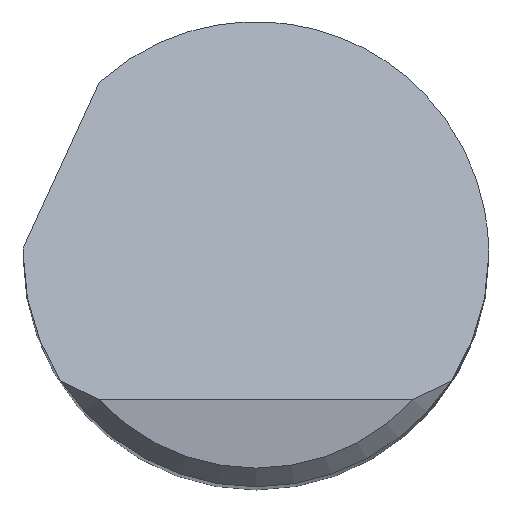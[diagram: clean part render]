
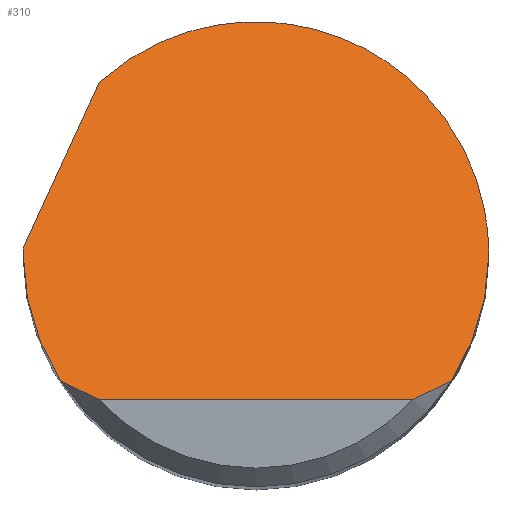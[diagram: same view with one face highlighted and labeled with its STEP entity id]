
A CAD part, top view. The second image highlights one B-rep face of the part: STEP entity #310.
In plain terms, the highlighted planar face has unit normal (0, 0.707, 0.707).
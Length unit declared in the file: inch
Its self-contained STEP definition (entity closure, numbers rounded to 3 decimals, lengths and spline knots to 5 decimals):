
#2 = CARTESIAN_POINT ( 'NONE',  ( 0.17704, -0.0718, 2.4543 ) ) ;
#7 = CARTESIAN_POINT ( 'NONE',  ( 0.157, -0.1025, 2.485 ) ) ;
#8 = ORIENTED_EDGE ( 'NONE', *, *, #722, .T. ) ;
#26 = VECTOR ( 'NONE', #311, 39.37008 ) ;
#34 =( BOUNDED_CURVE ( )  B_SPLINE_CURVE ( 3, ( #186, #798, #574, #806 ),
 .UNSPECIFIED., .F., .F. ) 
 B_SPLINE_CURVE_WITH_KNOTS ( ( 4, 4 ),
 ( 4.71239, 4.73906 ),
 .UNSPECIFIED. ) 
 CURVE ( )  GEOMETRIC_REPRESENTATION_ITEM ( )  RATIONAL_B_SPLINE_CURVE ( ( 1., 1., 1., 1. ) ) 
 REPRESENTATION_ITEM ( '' )  );
#45 = VERTEX_POINT ( 'NONE', #795 ) ;
#104 = CARTESIAN_POINT ( 'NONE',  ( 0.1875, 0., 2.3825 ) ) ;
#110 = VERTEX_POINT ( 'NONE', #716 ) ;
#112 = CARTESIAN_POINT ( 'NONE',  ( -0.12625, 0.13863, 2.24387 ) ) ;
#119 = CARTESIAN_POINT ( 'NONE',  ( -0.12629, -0.1175, 2.5 ) ) ;
#127 = LINE ( 'NONE', #759, #158 ) ;
#156 = EDGE_CURVE ( 'NONE', #250, #770, #127, .T. ) ;
#157 = DIRECTION ( 'NONE',  ( 0., 0.707, -0.707 ) ) ;
#158 = VECTOR ( 'NONE', #451, 39.37008 ) ;
#161 = CARTESIAN_POINT ( 'NONE',  ( -0.1875, -0.1175, 2.5 ) ) ;
#186 = CARTESIAN_POINT ( 'NONE',  ( -0.1875, 0., 2.3825 ) ) ;
#194 = CARTESIAN_POINT ( 'NONE',  ( 0., -0.1175, 2.5 ) ) ;
#214 = CARTESIAN_POINT ( 'NONE',  ( -0.1875, 0., 2.3825 ) ) ;
#227 = CARTESIAN_POINT ( 'NONE',  ( 0.157, -0.1025, 2.485 ) ) ;
#249 = EDGE_CURVE ( 'NONE', #430, #646, #598, .T. ) ;
#250 = VERTEX_POINT ( 'NONE', #337 ) ;
#264 = AXIS2_PLACEMENT_3D ( 'NONE', #161, #567, #157 ) ;
#266 = CARTESIAN_POINT ( 'NONE',  ( 0.12629, -0.1175, 2.5 ) ) ;
#283 = VERTEX_POINT ( 'NONE', #227 ) ;
#284 = CARTESIAN_POINT ( 'NONE',  ( -0.157, -0.1025, 2.485 ) ) ;
#287 = ORIENTED_EDGE ( 'NONE', *, *, #827, .F. ) ;
#296 = ORIENTED_EDGE ( 'NONE', *, *, #436, .F. ) ;
#310 = ADVANCED_FACE ( 'NONE', ( #847 ), #551, .F. ) ;
#311 = DIRECTION ( 'NONE',  ( 1., 0., 0. ) ) ;
#328 = ORIENTED_EDGE ( 'NONE', *, *, #674, .T. ) ;
#330 = CARTESIAN_POINT ( 'NONE',  ( 0.157, -0.1025, 2.485 ) ) ;
#337 = CARTESIAN_POINT ( 'NONE',  ( -0.18743, 0.005, 2.3775 ) ) ;
#340 = EDGE_CURVE ( 'NONE', #110, #838, #680, .T. ) ;
#374 = CARTESIAN_POINT ( 'NONE',  ( 0.014, 0.26635, 2.11615 ) ) ;
#396 = CARTESIAN_POINT ( 'NONE',  ( 0.14711, -0.10785, 2.49035 ) ) ;
#405 = CARTESIAN_POINT ( 'NONE',  ( 0.12629, -0.1175, 2.5 ) ) ;
#420 = CARTESIAN_POINT ( 'NONE',  ( -0.1875, 0., 2.3825 ) ) ;
#430 = VERTEX_POINT ( 'NONE', #119 ) ;
#433 = ORIENTED_EDGE ( 'NONE', *, *, #340, .F. ) ;
#436 = EDGE_CURVE ( 'NONE', #770, #45, #639, .T. ) ;
#451 = DIRECTION ( 'NONE',  ( 0.308, 0.673, -0.673 ) ) ;
#458 = CARTESIAN_POINT ( 'NONE',  ( -0.1369, -0.11288, 2.49538 ) ) ;
#467 = ORIENTED_EDGE ( 'NONE', *, *, #480, .F. ) ;
#480 = EDGE_CURVE ( 'NONE', #838, #250, #34, .T. ) ;
#485 = CARTESIAN_POINT ( 'NONE',  ( -0.1875, -0.03666, 2.41916 ) ) ;
#517 = ORIENTED_EDGE ( 'NONE', *, *, #156, .F. ) ;
#551 = PLANE ( 'NONE',  #264 ) ;
#555 = ORIENTED_EDGE ( 'NONE', *, *, #249, .T. ) ;
#567 = DIRECTION ( 'NONE',  ( 0., -0.707, -0.707 ) ) ;
#574 = CARTESIAN_POINT ( 'NONE',  ( -0.18748, 0.00333, 2.37917 ) ) ;
#595 = CARTESIAN_POINT ( 'NONE',  ( -0.14711, -0.10785, 2.49035 ) ) ;
#598 = LINE ( 'NONE', #194, #26 ) ;
#606 = CARTESIAN_POINT ( 'NONE',  ( -0.12625, 0.13863, 2.24387 ) ) ;
#616 = CARTESIAN_POINT ( 'NONE',  ( 0.1875, -0.03666, 2.41916 ) ) ;
#639 =( BOUNDED_CURVE ( )  B_SPLINE_CURVE ( 3, ( #112, #374, #886, #104 ),
 .UNSPECIFIED., .F., .F. ) 
 B_SPLINE_CURVE_WITH_KNOTS ( ( 4, 4 ),
 ( 5.54449, 7.85398 ),
 .UNSPECIFIED. ) 
 CURVE ( )  GEOMETRIC_REPRESENTATION_ITEM ( )  RATIONAL_B_SPLINE_CURVE ( ( 1., 0.603, 0.603, 1. ) ) 
 REPRESENTATION_ITEM ( '' )  );
#646 = VERTEX_POINT ( 'NONE', #266 ) ;
#662 = B_SPLINE_CURVE_WITH_KNOTS ( 'NONE', 3,
 ( #895, #595, #458, #672 ),
 .UNSPECIFIED., .F., .F.,
 ( 4, 4 ),
 ( 0., 0.00095 ),
 .UNSPECIFIED. ) ;
#672 = CARTESIAN_POINT ( 'NONE',  ( -0.12629, -0.1175, 2.5 ) ) ;
#674 = EDGE_CURVE ( 'NONE', #110, #430, #662, .T. ) ;
#680 =( BOUNDED_CURVE ( )  B_SPLINE_CURVE ( 3, ( #284, #858, #485, #420 ),
 .UNSPECIFIED., .F., .F. ) 
 B_SPLINE_CURVE_WITH_KNOTS ( ( 4, 4 ),
 ( 4.13401, 4.71239 ),
 .UNSPECIFIED. ) 
 CURVE ( )  GEOMETRIC_REPRESENTATION_ITEM ( )  RATIONAL_B_SPLINE_CURVE ( ( 1., 0.972, 0.972, 1. ) ) 
 REPRESENTATION_ITEM ( '' )  );
#693 = CARTESIAN_POINT ( 'NONE',  ( 0.1875, 0., 2.3825 ) ) ;
#710 =( BOUNDED_CURVE ( )  B_SPLINE_CURVE ( 3, ( #693, #616, #2, #7 ),
 .UNSPECIFIED., .F., .F. ) 
 B_SPLINE_CURVE_WITH_KNOTS ( ( 4, 4 ),
 ( 1.5708, 2.14917 ),
 .UNSPECIFIED. ) 
 CURVE ( )  GEOMETRIC_REPRESENTATION_ITEM ( )  RATIONAL_B_SPLINE_CURVE ( ( 1., 0.972, 0.972, 1. ) ) 
 REPRESENTATION_ITEM ( '' )  );
#716 = CARTESIAN_POINT ( 'NONE',  ( -0.157, -0.1025, 2.485 ) ) ;
#722 = EDGE_CURVE ( 'NONE', #646, #283, #816, .T. ) ;
#727 = EDGE_LOOP ( 'NONE', ( #555, #8, #287, #296, #517, #467, #433, #328 ) ) ;
#759 = CARTESIAN_POINT ( 'NONE',  ( -0.23821, -0.10589, 2.48839 ) ) ;
#770 = VERTEX_POINT ( 'NONE', #606 ) ;
#795 = CARTESIAN_POINT ( 'NONE',  ( 0.1875, 0., 2.3825 ) ) ;
#798 = CARTESIAN_POINT ( 'NONE',  ( -0.1875, 0.00167, 2.38083 ) ) ;
#806 = CARTESIAN_POINT ( 'NONE',  ( -0.18743, 0.005, 2.3775 ) ) ;
#816 = B_SPLINE_CURVE_WITH_KNOTS ( 'NONE', 3,
 ( #405, #839, #396, #330 ),
 .UNSPECIFIED., .F., .F.,
 ( 4, 4 ),
 ( 0., 0.00095 ),
 .UNSPECIFIED. ) ;
#827 = EDGE_CURVE ( 'NONE', #45, #283, #710, .T. ) ;
#838 = VERTEX_POINT ( 'NONE', #214 ) ;
#839 = CARTESIAN_POINT ( 'NONE',  ( 0.1369, -0.11288, 2.49538 ) ) ;
#847 = FACE_OUTER_BOUND ( 'NONE', #727, .T. ) ;
#858 = CARTESIAN_POINT ( 'NONE',  ( -0.17704, -0.0718, 2.4543 ) ) ;
#886 = CARTESIAN_POINT ( 'NONE',  ( 0.1875, 0.18969, 2.19281 ) ) ;
#895 = CARTESIAN_POINT ( 'NONE',  ( -0.157, -0.1025, 2.485 ) ) ;
